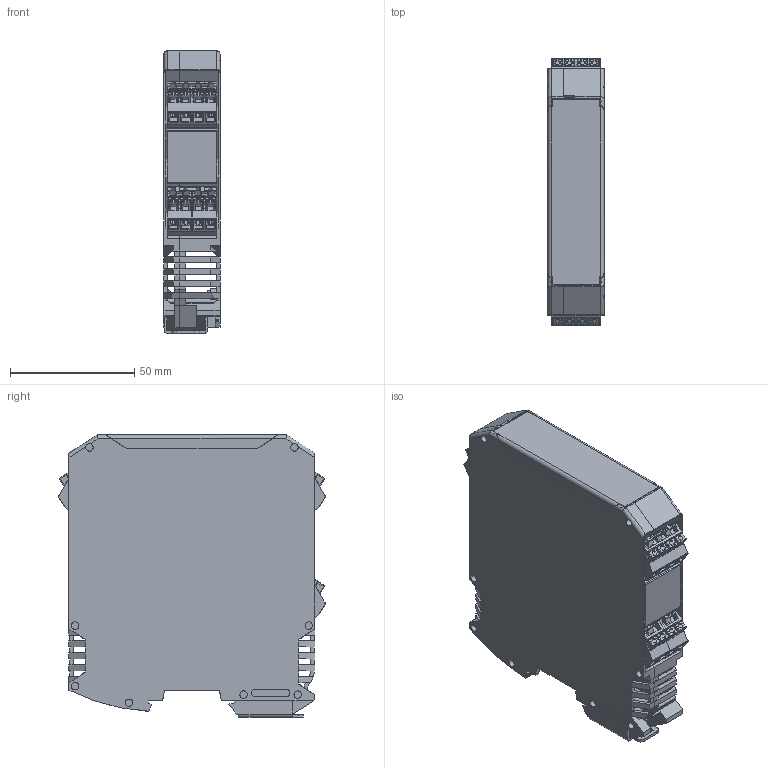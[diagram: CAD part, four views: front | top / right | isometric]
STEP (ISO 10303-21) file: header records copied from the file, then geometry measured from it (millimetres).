
FILE_DESCRIPTION(('HOOPS Exchange Step'),'2;1');
FILE_NAME('export-4D0F234F-1906-47B6-8E62-6A8208BFACE7.stp','2023-09-27T12:00:53+02:00',('jberger'),('Alibre'),'HOOPS Exchange 2021.0','Alibre','Unknown authorisation');
FILE_SCHEMA( ('AP242_MANAGED_MODEL_BASED_3D_ENGINEERING_MIM_LF {1 0 10303 442 1 1 4 }') );
Length unit declared in the file: millimetre
Products named in the file (16): ME_MAX_GEH-L-3-3_H.Select; ME_MAX_22.5_GEH-R_3-3_H.Select; ME_MAX_22.5_DKL_H.Select; Fussriegel_17.5_L30_H.Select; Combicon_1; Combicon_2; klemmen_4; Blindstopfen_2; 40VF0074; Lichtdome; Schalter_1; sim; 40VF0074_safety_31A0624_31A0684; klemmen_2_gelb; klemmen_2_grau; 30G0118
Assembly tree (24 placements, depth 2):
  30G0118
    ME_MAX_GEH-L-3-3_H.Select
    ME_MAX_22.5_GEH-R_3-3_H.Select
    ME_MAX_22.5_DKL_H.Select
    Fussriegel_17.5_L30_H.Select
    Combicon_1  x3
    Combicon_2  x3
    klemmen_4  x2
    Blindstopfen_2  x3
    40VF0074
    Lichtdome  x3
    Schalter_1
    sim
    40VF0074_safety_31A0624_31A0684
    klemmen_2_gelb
    klemmen_2_grau
Bounding box: 22.6 x 107.72 x 113.7 mm (x, y, z)
Volume: 70484 mm3; surface area: 97322.2 mm2
Topology: 33 solids, 33 shells, 7116 faces, 19509 edges, 12687 vertices
Faces by surface type: plane 5637, cylinder 1305, cone 74, torus 52, sphere 48
Full cylindrical faces by diameter (mm): 2.08 x12, 2.1 x24, 4.98 x1, 5 x2
Entity records: 144822 total; most frequent: CARTESIAN_POINT 26672, ORIENTED_EDGE 25040, DIRECTION 23482, EDGE_CURVE 12517, VECTOR 10540, LINE 10540, VERTEX_POINT 8197, AXIS2_PLACEMENT_3D 6471
